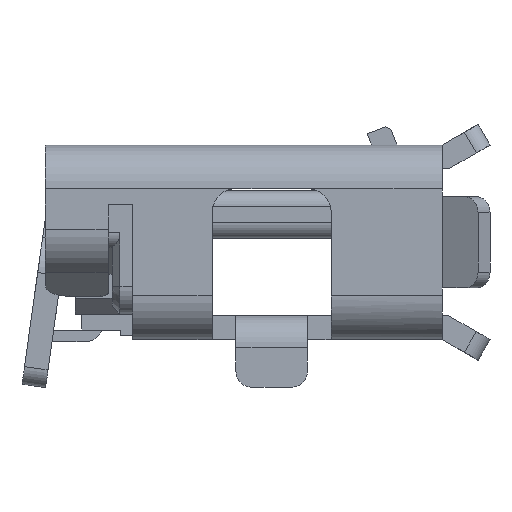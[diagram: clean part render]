
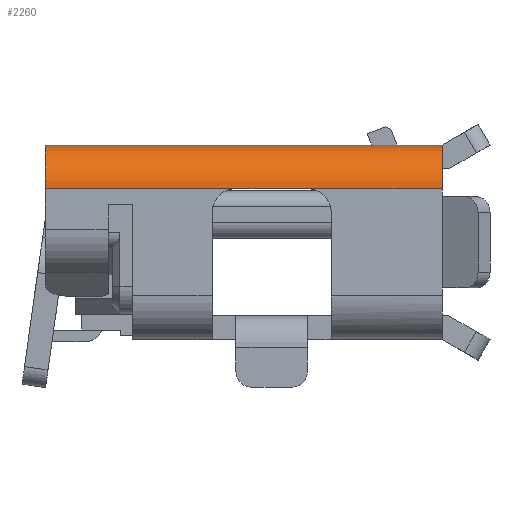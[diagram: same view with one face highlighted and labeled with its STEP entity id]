
A CAD part, left-side view. The second image highlights one B-rep face of the part: STEP entity #2260.
In plain terms, the highlighted cylindrical face has radius 0.55 mm (diameter 1.1 mm), a partial arc.
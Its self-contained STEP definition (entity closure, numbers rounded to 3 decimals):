
#728 = VERTEX_POINT('',#729);
#729 = CARTESIAN_POINT('',(-3.2,-2.149,
    2.516));
#735 = EDGE_CURVE('',#728,#736,#738,.T.);
#736 = VERTEX_POINT('',#737);
#737 = CARTESIAN_POINT('',(-3.2,2.851,2.516
    ));
#738 = LINE('',#739,#740);
#739 = CARTESIAN_POINT('',(-3.2,-2.149,
    2.516));
#740 = VECTOR('',#741,1.);
#741 = DIRECTION('',(0.,1.,0.));
#1878 = EDGE_CURVE('',#1879,#736,#1881,.T.);
#1879 = VERTEX_POINT('',#1880);
#1880 = CARTESIAN_POINT('',(-3.75,2.851,
    1.966));
#1881 = CIRCLE('',#1882,0.55);
#1882 = AXIS2_PLACEMENT_3D('',#1883,#1884,#1885);
#1883 = CARTESIAN_POINT('',(-3.2,2.851,
    1.966));
#1884 = DIRECTION('',(0.,1.,0.));
#1885 = DIRECTION('',(-1.,0.,0.));
#2207 = EDGE_CURVE('',#1879,#2208,#2210,.T.);
#2208 = VERTEX_POINT('',#2209);
#2209 = CARTESIAN_POINT('',(-3.75,0.451,
    1.966));
#2210 = LINE('',#2211,#2212);
#2211 = CARTESIAN_POINT('',(-3.75,2.851,
    1.966));
#2212 = VECTOR('',#2213,1.);
#2213 = DIRECTION('',(0.,-1.,0.));
#2260 = ADVANCED_FACE('',(#2261),#2289,.T.);
#2261 = FACE_BOUND('',#2262,.T.);
#2262 = EDGE_LOOP('',(#2263,#2264,#2265,#2273,#2281,#2288));
#2263 = ORIENTED_EDGE('',*,*,#1878,.F.);
#2264 = ORIENTED_EDGE('',*,*,#2207,.T.);
#2265 = ORIENTED_EDGE('',*,*,#2266,.T.);
#2266 = EDGE_CURVE('',#2208,#2267,#2269,.T.);
#2267 = VERTEX_POINT('',#2268);
#2268 = CARTESIAN_POINT('',(-3.75,-0.449,
    1.966));
#2269 = LINE('',#2270,#2271);
#2270 = CARTESIAN_POINT('',(-3.75,0.451,
    1.966));
#2271 = VECTOR('',#2272,1.);
#2272 = DIRECTION('',(0.,-1.,0.));
#2273 = ORIENTED_EDGE('',*,*,#2274,.T.);
#2274 = EDGE_CURVE('',#2267,#2275,#2277,.T.);
#2275 = VERTEX_POINT('',#2276);
#2276 = CARTESIAN_POINT('',(-3.75,-2.149,
    1.966));
#2277 = LINE('',#2278,#2279);
#2278 = CARTESIAN_POINT('',(-3.75,-0.449,
    1.966));
#2279 = VECTOR('',#2280,1.);
#2280 = DIRECTION('',(0.,-1.,0.));
#2281 = ORIENTED_EDGE('',*,*,#2282,.F.);
#2282 = EDGE_CURVE('',#728,#2275,#2283,.T.);
#2283 = CIRCLE('',#2284,0.55);
#2284 = AXIS2_PLACEMENT_3D('',#2285,#2286,#2287);
#2285 = CARTESIAN_POINT('',(-3.2,-2.149,
    1.966));
#2286 = DIRECTION('',(0.,-1.,0.));
#2287 = DIRECTION('',(0.,0.,1.));
#2288 = ORIENTED_EDGE('',*,*,#735,.T.);
#2289 = CYLINDRICAL_SURFACE('',#2290,0.55);
#2290 = AXIS2_PLACEMENT_3D('',#2291,#2292,#2293);
#2291 = CARTESIAN_POINT('',(-3.2,1.351,
    1.966));
#2292 = DIRECTION('',(0.,-1.,0.));
#2293 = DIRECTION('',(0.,0.,1.));
